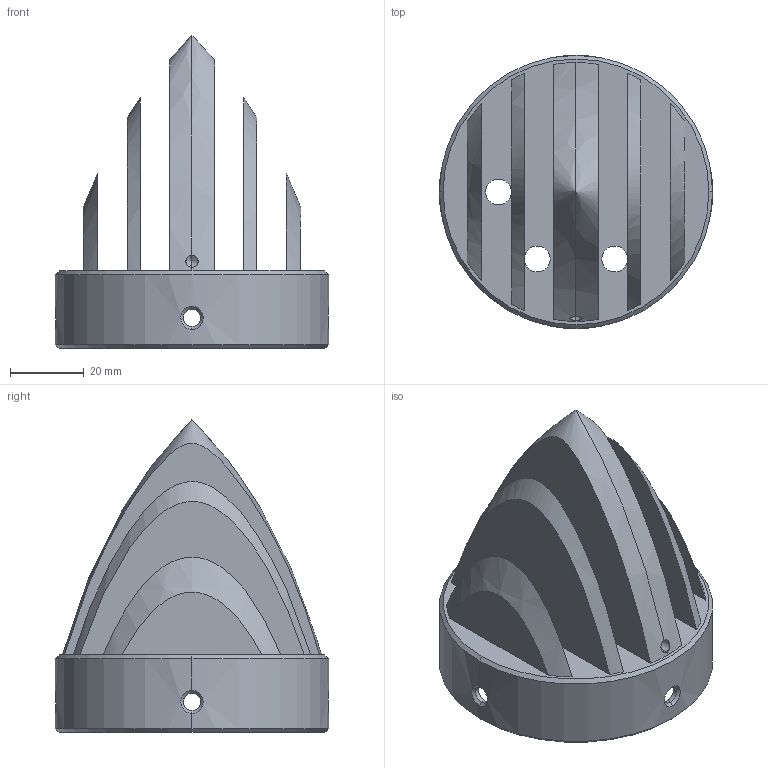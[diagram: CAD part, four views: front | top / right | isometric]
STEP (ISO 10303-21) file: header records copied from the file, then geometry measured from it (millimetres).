
FILE_DESCRIPTION (( 'STEP AP203' ), '1' );
FILE_NAME ('Dissipateur.STEP', '2017-10-24T15:09:40', ( '' ), ( '' ), 'SwSTEP 2.0', 'SolidWorks 2016', '' );
FILE_SCHEMA (( 'CONFIG_CONTROL_DESIGN' ));
Length unit declared in the file: millimetre
Products named in the file (1): Dissipateur
Bounding box: 74 x 74 x 84.78 mm (x, y, z)
Volume: 77168.9 mm3; surface area: 34230.3 mm2
Topology: 1 solids, 1 shells, 53 faces, 132 edges, 76 vertices
Faces by surface type: cylinder 20, cone 14, plane 13, bspline 6
Entity records: 2840 total; most frequent: CARTESIAN_POINT 1555, ORIENTED_EDGE 256, DIRECTION 239, EDGE_CURVE 128, AXIS2_PLACEMENT_3D 94, VERTEX_POINT 76, EDGE_LOOP 66, ADVANCED_FACE 53
